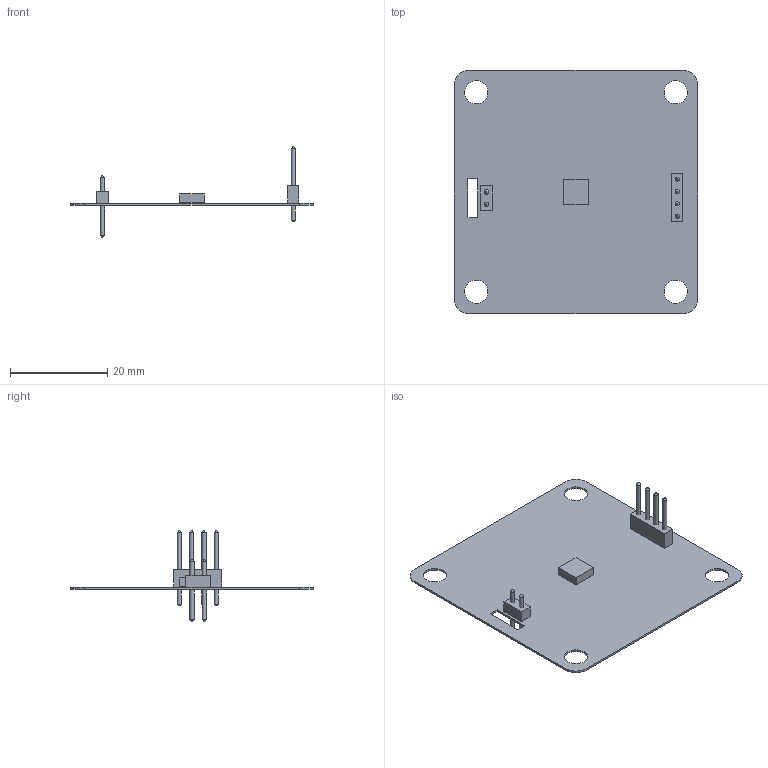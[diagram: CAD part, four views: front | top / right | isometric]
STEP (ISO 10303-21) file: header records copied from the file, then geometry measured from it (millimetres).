
FILE_DESCRIPTION(('Open CASCADE Model'),'2;1');
FILE_NAME('Open CASCADE Shape Model','2020-04-07T20:29:34',('Author'),( 'Open CASCADE'),'Open CASCADE STEP processor 6.8','Open CASCADE 6.8' ,'Unknown');
FILE_SCHEMA(('AUTOMOTIVE_DESIGN { 1 0 10303 214 1 1 1 1 }'));
Length unit declared in the file: millimetre
Products named in the file (19): PCB; Board; J2; 5842513984; SimpleBody; LeadsArray; J1; 5842513600; LED1; 5842513216; Body; ('pin',_'1'); ('pin',_'2'); ('pin',_'3'); ('pin',_'4'); ('pin',_'5'); ('pin',_'6')
Assembly tree (18 placements, depth 4):
  PCB
    Board
    J2
      5842513984
        SimpleBody
        LeadsArray
    J1
      5842513600
        SimpleBody
        LeadsArray
    LED1
      5842513216
        Body
        ('pin',_'1')
        ('pin',_'2')
        ('pin',_'3')
        ('pin',_'4')
        ('pin',_'5')
        ('pin',_'6')
Bounding box: 50 x 50 x 18.5 mm (x, y, z)
Volume: 1202 mm3; surface area: 5460.1 mm2
Topology: 16 solids, 16 shells, 108 faces, 216 edges, 140 vertices
Faces by surface type: plane 76, cylinder 20, cone 12
Full cylindrical faces by diameter (mm): 0.87 x4, 0.9 x2, 1.05 x4, 1.1 x2, 4.8 x4
Entity records: 3283 total; most frequent: DIRECTION 522, CARTESIAN_POINT 483, ORIENTED_EDGE 432, EDGE_CURVE 216, AXIS2_PLACEMENT_3D 179, LINE 164, VECTOR 164, VERTEX_POINT 140
